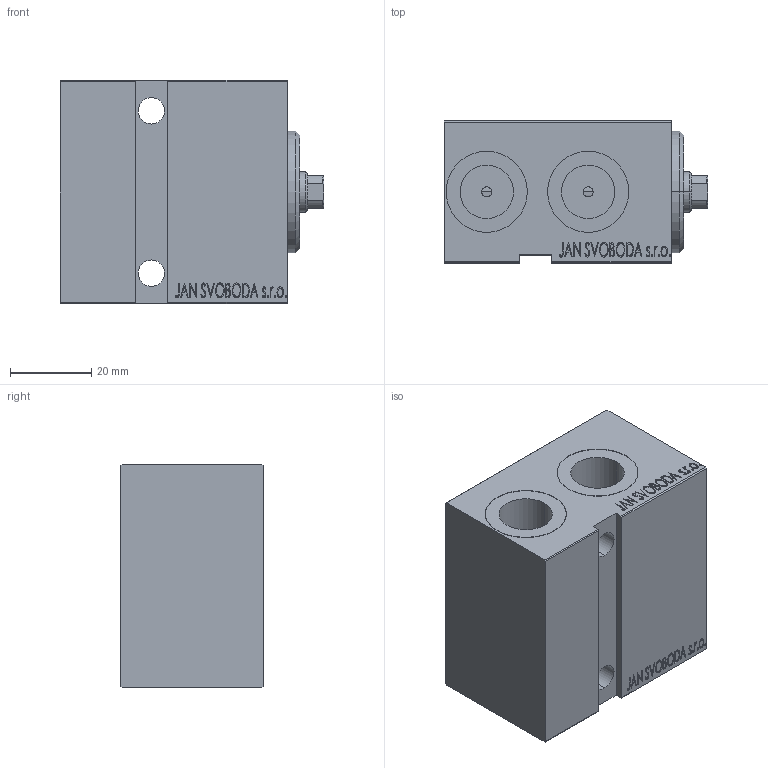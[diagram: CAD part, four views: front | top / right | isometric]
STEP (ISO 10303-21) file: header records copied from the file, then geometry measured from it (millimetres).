
FILE_DESCRIPTION (( 'STEP AP203' ), '1' );
FILE_NAME ('33a1.STEP', '2022-04-17T12:37:51', ( '' ), ( '' ), 'SwSTEP 2.0', 'SolidWorks 2019', '' );
FILE_SCHEMA (( 'CONFIG_CONTROL_DESIGN' ));
Length unit declared in the file: millimetre
Products named in the file (4): 33a1; V450CM_E_Body 54f3ce5d3488ca39b85e30b848f52ce0; V450CM_VC_B 54f3ce5d3488ca39b85e30b848f52ce0; V450CM_E_VCP 54f3ce5d3488ca39b85e30b848f52ce0
Assembly tree (3 placements, depth 2):
  33a1
    V450CM_E_Body 54f3ce5d3488ca39b85e30b848f52ce0
    V450CM_E_VCP 54f3ce5d3488ca39b85e30b848f52ce0
    V450CM_VC_B 54f3ce5d3488ca39b85e30b848f52ce0
Bounding box: 65 x 35 x 55 mm (x, y, z)
Volume: 96329.1 mm3; surface area: 26729.1 mm2
Topology: 3 solids, 3 shells, 869 faces, 2236 edges, 1481 vertices
Faces by surface type: plane 415, bspline 380, cylinder 60, cone 14
Entity records: 43664 total; most frequent: CARTESIAN_POINT 24596, ORIENTED_EDGE 4468, DIRECTION 2572, EDGE_CURVE 2234, VERTEX_POINT 1481, VECTOR 1326, LINE 1326, EDGE_LOOP 993
